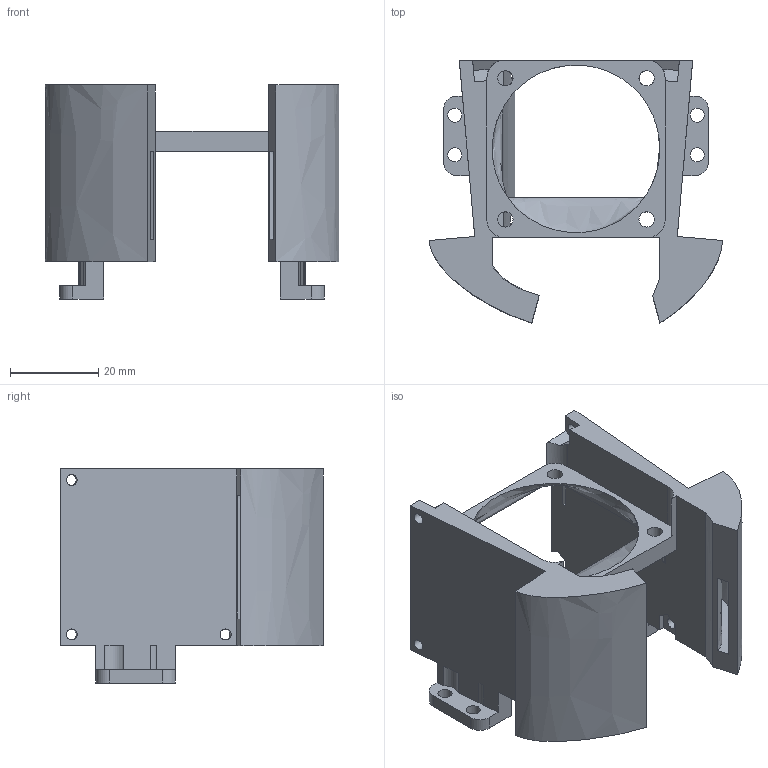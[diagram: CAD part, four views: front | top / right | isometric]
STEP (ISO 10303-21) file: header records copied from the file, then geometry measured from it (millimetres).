
FILE_DESCRIPTION(/* description */ (''),/* implementation_level */ '2;1');
FILE_NAME(/* name */ '4010 part cooling duct.step',/* time_stamp */ '2021-09-09T01:36:54+08:00',/* author */ (''),/* organization */ (''),/* preprocessor_version */ 'ST-DEVELOPER v18.1',/* originating_system */ 'Autodesk Translation Framework v10.10.0.1391',/* authorisation */ '');
FILE_SCHEMA (('AUTOMOTIVE_DESIGN { 1 0 10303 214 3 1 1 }'));
Length unit declared in the file: millimetre
Products named in the file (1): FusionComponent
Bounding box: 66.52 x 59.47 x 48.5 mm (x, y, z)
Volume: 34091.4 mm3; surface area: 19146.9 mm2
Topology: 1 solids, 1 shells, 134 faces, 405 edges, 270 vertices
Faces by surface type: plane 88, cylinder 26, bspline 20
Full cylindrical faces by diameter (mm): 2.5 x6, 3.2 x4, 3.45 x4
Entity records: 5164 total; most frequent: CARTESIAN_POINT 1636, ORIENTED_EDGE 810, DIRECTION 586, EDGE_CURVE 405, VERTEX_POINT 270, LINE 248, VECTOR 248, AXIS2_PLACEMENT_3D 169
